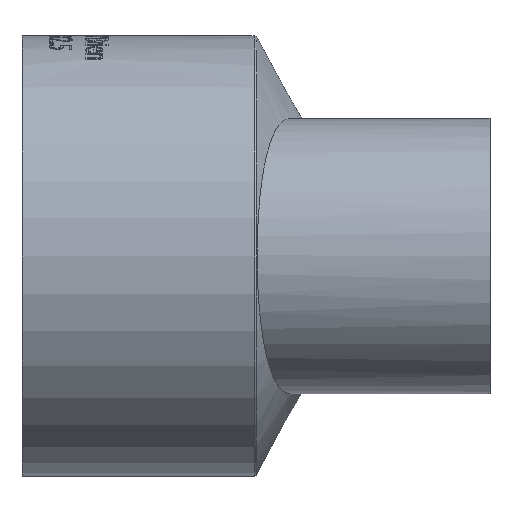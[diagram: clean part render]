
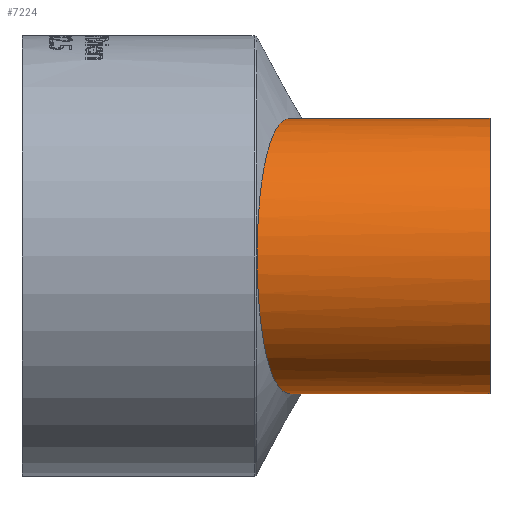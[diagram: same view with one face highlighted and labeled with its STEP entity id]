
A CAD part, front view. The second image highlights one B-rep face of the part: STEP entity #7224.
In plain terms, the highlighted cylindrical face has radius 31.75 mm (diameter 63.5 mm), a full revolution.
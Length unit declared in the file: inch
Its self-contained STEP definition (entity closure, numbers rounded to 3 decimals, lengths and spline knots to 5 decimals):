
#87=FACE_BOUND('',#1280,.T.);
#844=FACE_OUTER_BOUND('',#1279,.T.);
#1279=EDGE_LOOP('',(#6757));
#1280=EDGE_LOOP('',(#6758));
#1435=CIRCLE('',#7600,1.25);
#2812=B_SPLINE_CURVE_WITH_KNOTS('',3,(#16248,#16249,#16250,#16251,#16252,
#16253,#16254,#16255,#16256,#16257,#16258,#16259,#16260,#16261,#16262,#16263,
#16264,#16265,#16266,#16267,#16268,#16269,#16270,#16271,#16272,#16273,#16274,
#16275,#16276,#16277,#16278,#16279,#16280,#16281,#16282,#16283,#16284,#16285,
#16286,#16287,#16288,#16289,#16290,#16291,#16292,#16293,#16294,#16295,#16296,
#16297,#16298,#16299,#16300,#16301,#16302,#16303,#16304,#16305,#16306,#16307,
#16308,#16309,#16310,#16311,#16312,#16313,#16314,#16315,#16316,#16317,#16318,
#16319,#16320,#16321,#16322,#16323,#16324,#16325,#16326,#16327,#16328,#16329,
#16330,#16331,#16332,#16333,#16334,#16335,#16336,#16337,#16338,#16339,#16340,
#16341,#16342,#16343,#16344),.UNSPECIFIED.,.T.,.F.,(4,3,3,3,3,3,3,3,3,3,
3,3,3,3,3,3,3,3,3,3,3,3,3,3,3,3,3,3,3,3,3,3,4),(0.,0.80897,1.81331,
2.43087,2.91887,3.25339,4.29342,5.2595,
6.16521,6.39877,7.12563,7.58292,7.97583,
8.16535,8.8933,9.57189,9.83981,10.04573,
10.77345,11.33453,11.6844,11.87626,12.60034,
13.32645,13.57718,14.5963,15.64888,16.40962,
16.76481,17.73698,18.72988,19.5685,19.7508),
 .UNSPECIFIED.);
#3529=VERTEX_POINT('',#16247);
#3531=VERTEX_POINT('',#16349);
#4607=EDGE_CURVE('',#3529,#3529,#2812,.T.);
#4609=EDGE_CURVE('',#3531,#3531,#1435,.T.);
#6757=ORIENTED_EDGE('',*,*,#4609,.T.);
#6758=ORIENTED_EDGE('',*,*,#4607,.F.);
#6802=CYLINDRICAL_SURFACE('',#7599,1.25);
#7224=ADVANCED_FACE('',(#844,#87),#6802,.T.);
#7599=AXIS2_PLACEMENT_3D('',#16348,#8823,#8824);
#7600=AXIS2_PLACEMENT_3D('',#16350,#8825,#8826);
#8823=DIRECTION('center_axis',(-1.,0.,0.));
#8824=DIRECTION('ref_axis',(0.,-1.,0.));
#8825=DIRECTION('center_axis',(-1.,0.,0.));
#8826=DIRECTION('ref_axis',(0.,-1.,0.));
#16247=CARTESIAN_POINT('',(2.95863,0.518,0.));
#16248=CARTESIAN_POINT('Ctrl Pts',(2.95863,0.518,0.));
#16249=CARTESIAN_POINT('Ctrl Pts',(2.95863,0.518,-0.10616));
#16250=CARTESIAN_POINT('Ctrl Pts',(2.94734,0.50434,-0.21295));
#16251=CARTESIAN_POINT('Ctrl Pts',(2.92794,0.47736,-0.31615));
#16252=CARTESIAN_POINT('Ctrl Pts',(2.90385,0.44386,-0.44428));
#16253=CARTESIAN_POINT('Ctrl Pts',(2.86813,0.3898,-0.56689));
#16254=CARTESIAN_POINT('Ctrl Pts',(2.82894,0.31854,-0.67739));
#16255=CARTESIAN_POINT('Ctrl Pts',(2.80484,0.27473,-0.74535));
#16256=CARTESIAN_POINT('Ctrl Pts',(2.77933,0.22447,-0.80871));
#16257=CARTESIAN_POINT('Ctrl Pts',(2.7536,0.16933,-0.86608));
#16258=CARTESIAN_POINT('Ctrl Pts',(2.73328,0.12576,-0.91143));
#16259=CARTESIAN_POINT('Ctrl Pts',(2.7128,0.07916,
-0.95303));
#16260=CARTESIAN_POINT('Ctrl Pts',(2.69262,0.03061,
-0.99042));
#16261=CARTESIAN_POINT('Ctrl Pts',(2.67879,-0.00267,
-1.01604));
#16262=CARTESIAN_POINT('Ctrl Pts',(2.66508,-0.03689,
-1.03976));
#16263=CARTESIAN_POINT('Ctrl Pts',(2.65119,-0.07282,
-1.06207));
#16264=CARTESIAN_POINT('Ctrl Pts',(2.60797,-0.18454,
-1.13141));
#16265=CARTESIAN_POINT('Ctrl Pts',(2.56407,-0.3106,
-1.18467));
#16266=CARTESIAN_POINT('Ctrl Pts',(2.52196,-0.44297,
-1.21613));
#16267=CARTESIAN_POINT('Ctrl Pts',(2.48284,-0.56593,
-1.24535));
#16268=CARTESIAN_POINT('Ctrl Pts',(2.44524,-0.69421,-1.25584));
#16269=CARTESIAN_POINT('Ctrl Pts',(2.41036,-0.82066,
-1.24685));
#16270=CARTESIAN_POINT('Ctrl Pts',(2.37766,-0.93921,
-1.23842));
#16271=CARTESIAN_POINT('Ctrl Pts',(2.34737,-1.05598,-1.21285));
#16272=CARTESIAN_POINT('Ctrl Pts',(2.32025,-1.16485,-1.17266));
#16273=CARTESIAN_POINT('Ctrl Pts',(2.31326,-1.19292,-1.1623));
#16274=CARTESIAN_POINT('Ctrl Pts',(2.3064,-1.22076,-1.1509));
#16275=CARTESIAN_POINT('Ctrl Pts',(2.29956,-1.24884,-1.13815));
#16276=CARTESIAN_POINT('Ctrl Pts',(2.27827,-1.33622,-1.09847));
#16277=CARTESIAN_POINT('Ctrl Pts',(2.25774,-1.4235,-1.04622));
#16278=CARTESIAN_POINT('Ctrl Pts',(2.23948,-1.50317,-0.98377));
#16279=CARTESIAN_POINT('Ctrl Pts',(2.228,-1.55328,-0.94448));
#16280=CARTESIAN_POINT('Ctrl Pts',(2.21738,-1.60048,-0.90122));
#16281=CARTESIAN_POINT('Ctrl Pts',(2.20783,-1.64346,-0.85542));
#16282=CARTESIAN_POINT('Ctrl Pts',(2.19962,-1.68039,-0.81607));
#16283=CARTESIAN_POINT('Ctrl Pts',(2.1922,-1.71421,-0.77487));
#16284=CARTESIAN_POINT('Ctrl Pts',(2.18561,-1.74447,-0.73308));
#16285=CARTESIAN_POINT('Ctrl Pts',(2.18244,-1.75907,-0.71292));
#16286=CARTESIAN_POINT('Ctrl Pts',(2.17944,-1.77293,-0.69254));
#16287=CARTESIAN_POINT('Ctrl Pts',(2.17651,-1.78649,-0.67123));
#16288=CARTESIAN_POINT('Ctrl Pts',(2.16527,-1.83859,-0.58938));
#16289=CARTESIAN_POINT('Ctrl Pts',(2.15574,-1.8836,-0.49683));
#16290=CARTESIAN_POINT('Ctrl Pts',(2.14884,-1.91639,-0.39966));
#16291=CARTESIAN_POINT('Ctrl Pts',(2.14241,-1.94695,-0.30908));
#16292=CARTESIAN_POINT('Ctrl Pts',(2.13825,-1.96696,-0.21447));
#16293=CARTESIAN_POINT('Ctrl Pts',(2.13637,-1.97603,-0.12205));
#16294=CARTESIAN_POINT('Ctrl Pts',(2.13562,-1.97961,-0.08556));
#16295=CARTESIAN_POINT('Ctrl Pts',(2.13522,-1.98152,-0.04943));
#16296=CARTESIAN_POINT('Ctrl Pts',(2.13514,-1.98192,-0.01405));
#16297=CARTESIAN_POINT('Ctrl Pts',(2.13508,-1.98223,0.01313));
#16298=CARTESIAN_POINT('Ctrl Pts',(2.1352,-1.98166,0.04025));
#16299=CARTESIAN_POINT('Ctrl Pts',(2.13551,-1.98015,0.06795));
#16300=CARTESIAN_POINT('Ctrl Pts',(2.13662,-1.97482,0.16583));
#16301=CARTESIAN_POINT('Ctrl Pts',(2.14025,-1.95729,0.26776));
#16302=CARTESIAN_POINT('Ctrl Pts',(2.14655,-1.92727,0.36584));
#16303=CARTESIAN_POINT('Ctrl Pts',(2.15141,-1.90412,0.44146));
#16304=CARTESIAN_POINT('Ctrl Pts',(2.15784,-1.87365,0.51486));
#16305=CARTESIAN_POINT('Ctrl Pts',(2.16552,-1.83769,0.58306));
#16306=CARTESIAN_POINT('Ctrl Pts',(2.17031,-1.81526,0.62558));
#16307=CARTESIAN_POINT('Ctrl Pts',(2.17558,-1.79074,0.66609));
#16308=CARTESIAN_POINT('Ctrl Pts',(2.18118,-1.7649,0.70401));
#16309=CARTESIAN_POINT('Ctrl Pts',(2.18425,-1.75072,0.7248));
#16310=CARTESIAN_POINT('Ctrl Pts',(2.18745,-1.73603,0.74504));
#16311=CARTESIAN_POINT('Ctrl Pts',(2.19087,-1.72037,0.76526));
#16312=CARTESIAN_POINT('Ctrl Pts',(2.20379,-1.66128,0.84157));
#16313=CARTESIAN_POINT('Ctrl Pts',(2.21958,-1.59016,0.91446));
#16314=CARTESIAN_POINT('Ctrl Pts',(2.23762,-1.5113,0.97734));
#16315=CARTESIAN_POINT('Ctrl Pts',(2.25571,-1.43223,1.04039));
#16316=CARTESIAN_POINT('Ctrl Pts',(2.2761,-1.34535,1.09342));
#16317=CARTESIAN_POINT('Ctrl Pts',(2.29732,-1.25807,1.13391));
#16318=CARTESIAN_POINT('Ctrl Pts',(2.30464,-1.22793,1.14789));
#16319=CARTESIAN_POINT('Ctrl Pts',(2.31201,-1.19798,1.16034));
#16320=CARTESIAN_POINT('Ctrl Pts',(2.3195,-1.16788,1.17154));
#16321=CARTESIAN_POINT('Ctrl Pts',(2.34995,-1.04555,1.21706));
#16322=CARTESIAN_POINT('Ctrl Pts',(2.38443,-0.91312,1.24403));
#16323=CARTESIAN_POINT('Ctrl Pts',(2.42183,-0.77937,1.2491));
#16324=CARTESIAN_POINT('Ctrl Pts',(2.46046,-0.64123,
1.25434));
#16325=CARTESIAN_POINT('Ctrl Pts',(2.5022,-0.50191,
1.23628));
#16326=CARTESIAN_POINT('Ctrl Pts',(2.54538,-0.37053,
1.19659));
#16327=CARTESIAN_POINT('Ctrl Pts',(2.5766,-0.27557,1.16791));
#16328=CARTESIAN_POINT('Ctrl Pts',(2.60854,-0.18484,
1.12803));
#16329=CARTESIAN_POINT('Ctrl Pts',(2.64023,-0.10141,
1.07929));
#16330=CARTESIAN_POINT('Ctrl Pts',(2.65502,-0.06246,
1.05653));
#16331=CARTESIAN_POINT('Ctrl Pts',(2.6697,-0.02524,
1.03197));
#16332=CARTESIAN_POINT('Ctrl Pts',(2.68432,0.01047,1.00561));
#16333=CARTESIAN_POINT('Ctrl Pts',(2.72433,0.10821,0.93344));
#16334=CARTESIAN_POINT('Ctrl Pts',(2.76586,0.19859,0.84414));
#16335=CARTESIAN_POINT('Ctrl Pts',(2.80505,0.27389,0.74209));
#16336=CARTESIAN_POINT('Ctrl Pts',(2.84508,0.35078,0.63786));
#16337=CARTESIAN_POINT('Ctrl Pts',(2.88281,0.41195,0.52059));
#16338=CARTESIAN_POINT('Ctrl Pts',(2.91118,0.45345,0.39648));
#16339=CARTESIAN_POINT('Ctrl Pts',(2.93515,0.48851,0.29166));
#16340=CARTESIAN_POINT('Ctrl Pts',(2.95198,0.5096,0.18196));
#16341=CARTESIAN_POINT('Ctrl Pts',(2.95699,0.51593,0.07182));
#16342=CARTESIAN_POINT('Ctrl Pts',(2.95808,0.51731,0.04788));
#16343=CARTESIAN_POINT('Ctrl Pts',(2.95863,0.518,0.02392));
#16344=CARTESIAN_POINT('Ctrl Pts',(2.95863,0.518,0.));
#16348=CARTESIAN_POINT('Origin',(4.25,-0.732,0.));
#16349=CARTESIAN_POINT('',(4.25,0.518,0.));
#16350=CARTESIAN_POINT('Origin',(4.25,-0.732,0.));
